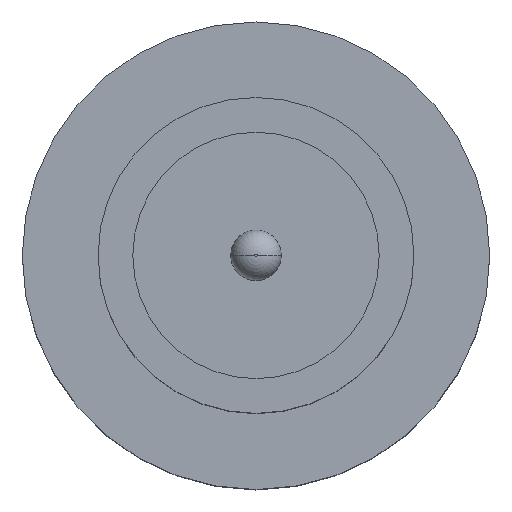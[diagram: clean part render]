
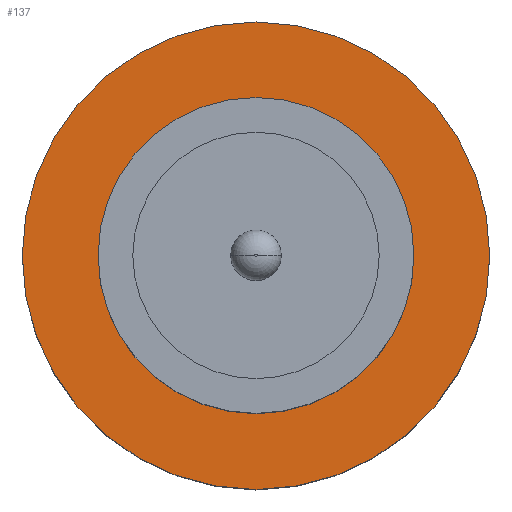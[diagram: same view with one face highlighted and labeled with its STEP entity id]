
A CAD part, top view. The second image highlights one B-rep face of the part: STEP entity #137.
In plain terms, the highlighted planar face has unit normal (0, 0, 1).
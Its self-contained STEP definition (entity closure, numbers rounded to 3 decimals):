
#35 = CIRCLE ( 'NONE', #435, 1.25 ) ;
#82 = AXIS2_PLACEMENT_3D ( 'NONE', #138, #544, #898 ) ;
#92 = CARTESIAN_POINT ( 'NONE',  ( -1.25, 0., 1.55 ) ) ;
#107 = CARTESIAN_POINT ( 'NONE',  ( 1.85, 0., 1.55 ) ) ;
#137 = ADVANCED_FACE ( 'NONE', ( #849, #593 ), #467, .T. ) ;
#138 = CARTESIAN_POINT ( 'NONE',  ( 0., 0., 1.55 ) ) ;
#139 = EDGE_CURVE ( 'NONE', #449, #320, #143, .T. ) ;
#143 = CIRCLE ( 'NONE', #82, 1.85 ) ;
#177 = EDGE_CURVE ( 'NONE', #320, #449, #861, .T. ) ;
#206 = CARTESIAN_POINT ( 'NONE',  ( 0., 0., 1.55 ) ) ;
#209 = EDGE_CURVE ( 'NONE', #907, #479, #324, .T. ) ;
#211 = CARTESIAN_POINT ( 'NONE',  ( -1.85, 0., 1.55 ) ) ;
#213 = EDGE_LOOP ( 'NONE', ( #749, #832 ) ) ;
#277 = DIRECTION ( 'NONE',  ( 0., 0., 1. ) ) ;
#307 = DIRECTION ( 'NONE',  ( 1., 0., 0. ) ) ;
#320 = VERTEX_POINT ( 'NONE', #211 ) ;
#324 = CIRCLE ( 'NONE', #567, 1.25 ) ;
#330 = AXIS2_PLACEMENT_3D ( 'NONE', #206, #277, #676 ) ;
#342 = DIRECTION ( 'NONE',  ( 0., 0., 1. ) ) ;
#352 = ORIENTED_EDGE ( 'NONE', *, *, #209, .F. ) ;
#374 = EDGE_CURVE ( 'NONE', #479, #907, #35, .T. ) ;
#392 = CARTESIAN_POINT ( 'NONE',  ( 0., 0., 1.55 ) ) ;
#435 = AXIS2_PLACEMENT_3D ( 'NONE', #640, #763, #307 ) ;
#449 = VERTEX_POINT ( 'NONE', #107 ) ;
#467 = PLANE ( 'NONE',  #764 ) ;
#479 = VERTEX_POINT ( 'NONE', #589 ) ;
#544 = DIRECTION ( 'NONE',  ( 0., 0., 1. ) ) ;
#558 = EDGE_LOOP ( 'NONE', ( #880, #352 ) ) ;
#567 = AXIS2_PLACEMENT_3D ( 'NONE', #729, #342, #812 ) ;
#589 = CARTESIAN_POINT ( 'NONE',  ( 1.25, 0., 1.55 ) ) ;
#593 = FACE_OUTER_BOUND ( 'NONE', #213, .T. ) ;
#640 = CARTESIAN_POINT ( 'NONE',  ( 0., 0., 1.55 ) ) ;
#676 = DIRECTION ( 'NONE',  ( 1., 0., 0. ) ) ;
#715 = DIRECTION ( 'NONE',  ( 1., 0., 0. ) ) ;
#729 = CARTESIAN_POINT ( 'NONE',  ( 0., 0., 1.55 ) ) ;
#749 = ORIENTED_EDGE ( 'NONE', *, *, #177, .T. ) ;
#763 = DIRECTION ( 'NONE',  ( 0., 0., 1. ) ) ;
#764 = AXIS2_PLACEMENT_3D ( 'NONE', #392, #871, #715 ) ;
#812 = DIRECTION ( 'NONE',  ( 1., 0., 0. ) ) ;
#832 = ORIENTED_EDGE ( 'NONE', *, *, #139, .T. ) ;
#849 = FACE_BOUND ( 'NONE', #558, .T. ) ;
#861 = CIRCLE ( 'NONE', #330, 1.85 ) ;
#871 = DIRECTION ( 'NONE',  ( 0., 0., 1. ) ) ;
#880 = ORIENTED_EDGE ( 'NONE', *, *, #374, .F. ) ;
#898 = DIRECTION ( 'NONE',  ( 1., 0., 0. ) ) ;
#907 = VERTEX_POINT ( 'NONE', #92 ) ;
